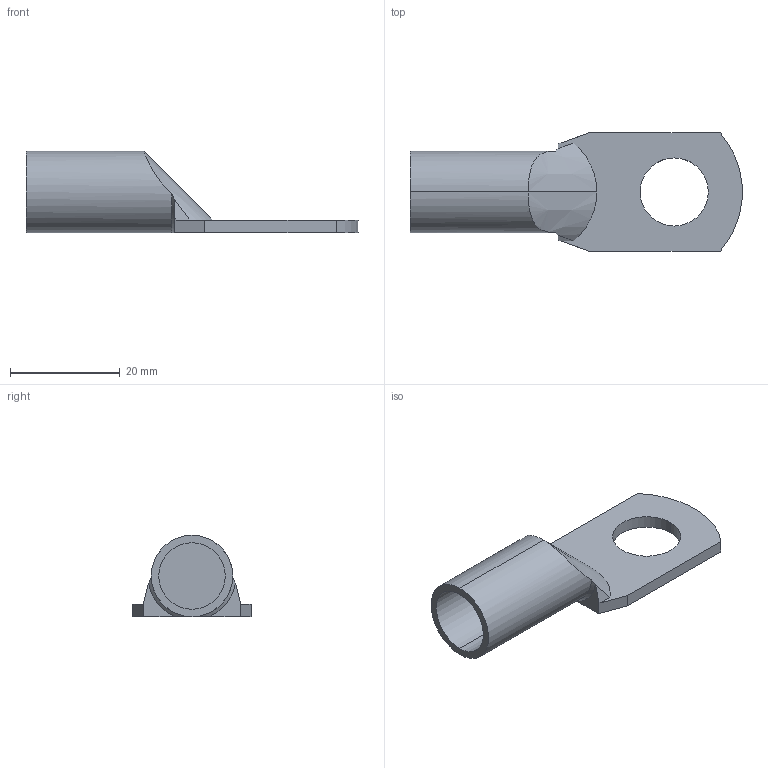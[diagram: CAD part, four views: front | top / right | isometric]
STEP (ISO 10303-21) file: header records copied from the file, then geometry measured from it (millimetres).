
FILE_DESCRIPTION (( 'STEP AP203' ), '1' );
FILE_NAME ('jg-70-12-13 Íàêîíå÷íèê JG-70-12-13 (ÒÌË).STEP', '2017-04-10T07:34:08', ( 'kuryshev' ), ( '' ), 'SwSTEP 2.0', 'SolidWorks 2010', '' );
FILE_SCHEMA (( 'CONFIG_CONTROL_DESIGN' ));
Length unit declared in the file: millimetre
Products named in the file (1): jg-70-12-13 Íàêîíå÷íèê JG-70-12-13 (ÒÌË)
Bounding box: 60.45 x 21.5 x 14.8 mm (x, y, z)
Volume: 3765.9 mm3; surface area: 3687.7 mm2
Topology: 1 solids, 1 shells, 23 faces, 57 edges, 37 vertices
Faces by surface type: plane 12, cylinder 7, bspline 2, cone 2
Entity records: 842 total; most frequent: CARTESIAN_POINT 222, ORIENTED_EDGE 114, DIRECTION 109, EDGE_CURVE 57, AXIS2_PLACEMENT_3D 40, VERTEX_POINT 37, VECTOR 29, LINE 29
